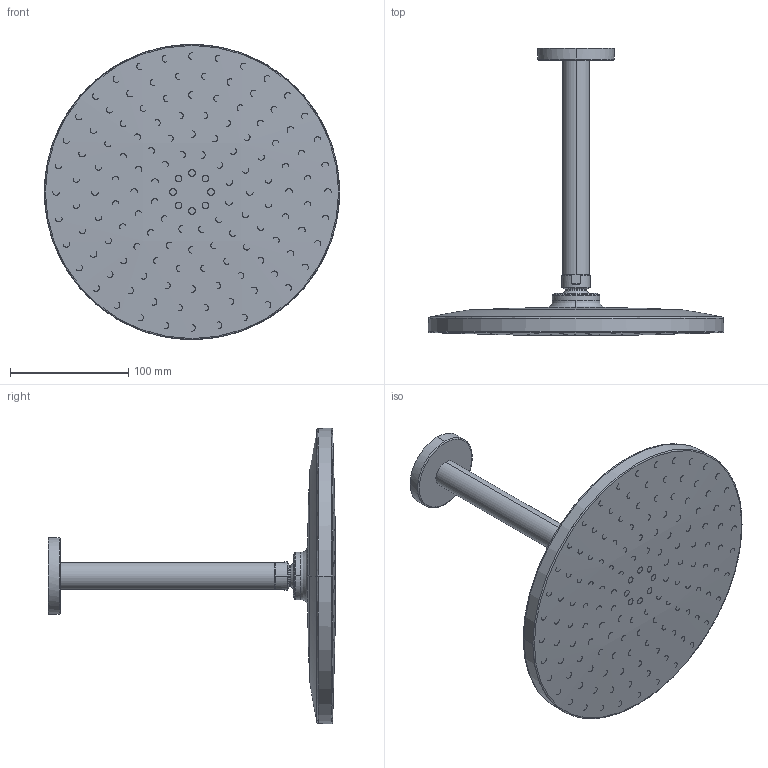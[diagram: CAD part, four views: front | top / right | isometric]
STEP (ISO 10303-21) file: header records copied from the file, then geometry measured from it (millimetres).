
FILE_DESCRIPTION (( 'STEP AP203' ), '1' );
FILE_NAME ('442770200(2023).STEP', '2023-01-30T11:09:34', ( '' ), ( '' ), 'SwSTEP 2.0', 'SolidWorks 2016', '' );
FILE_SCHEMA (( 'CONFIG_CONTROL_DESIGN' ));
Products named in the file (1): 442770200(2023)
Bounding box: 249.98 x 242.96 x 249.98 mm (x, y, z)
Surface area: 183330.6 mm2 (no closed solid volume)
Topology: 0 solids, 142 shells, 354 faces, 870 edges, 651 vertices
Faces by surface type: bspline 287, plane 29, cone 18, cylinder 16, torus 4
Entity records: 55060 total; most frequent: CARTESIAN_POINT 49100, ORIENTED_EDGE 1239, EDGE_CURVE 866, B_SPLINE_CURVE_WITH_KNOTS 656, VERTEX_POINT 651, DIRECTION 470, EDGE_LOOP 358, ADVANCED_FACE 354
